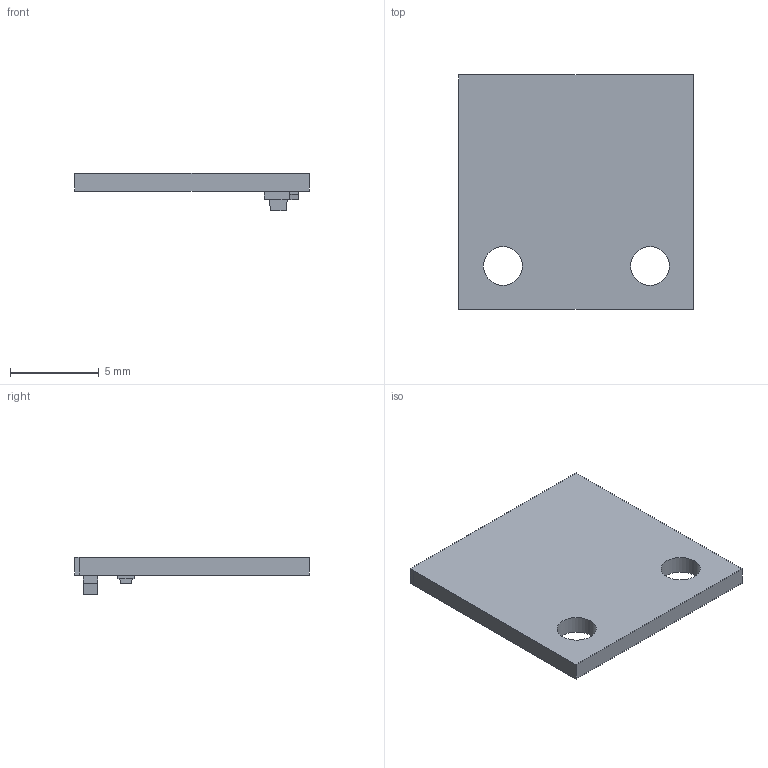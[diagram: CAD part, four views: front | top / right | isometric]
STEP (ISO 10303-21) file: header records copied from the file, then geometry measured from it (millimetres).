
FILE_DESCRIPTION(('FreeCAD Model'),'2;1');
FILE_NAME('TLI5012B1.step', '2019-08-02T15:14:19',('kicad StepUp'),('ksu MCAD'), 'Open CASCADE STEP processor 6.9','FreeCAD','Unknown');
FILE_SCHEMA(('AUTOMOTIVE_DESIGN { 1 0 10303 214 1 1 1 1 }'));
Length unit declared in the file: millimetre
Products named in the file (4): ASSEMBLY; Pcb; LED_0603_1608Metric_; LED_0402_1005Metric_
Assembly tree (3 placements, depth 2):
  ASSEMBLY
    Pcb
    LED_0603_1608Metric_
    LED_0402_1005Metric_
Bounding box: 13.25 x 13.25 x 2.1 mm (x, y, z)
Volume: 169.2 mm3; surface area: 412 mm2
Topology: 3 solids, 3 shells, 109 faces, 287 edges, 186 vertices
Faces by surface type: plane 91, cylinder 18
Full cylindrical faces by diameter (mm): 2.2 x2
Entity records: 4093 total; most frequent: CARTESIAN_POINT 586, ORIENTED_EDGE 574, DIRECTION 549, EDGE_CURVE 287, LINE 251, VECTOR 251, VERTEX_POINT 186, AXIS2_PLACEMENT_3D 149
